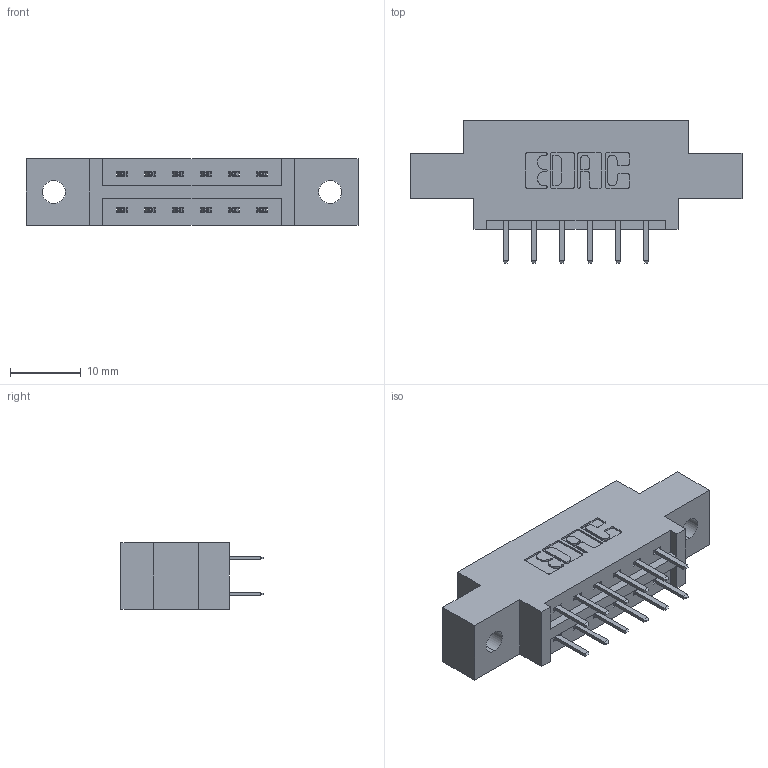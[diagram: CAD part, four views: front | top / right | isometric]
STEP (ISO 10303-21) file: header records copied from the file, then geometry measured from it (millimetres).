
FILE_DESCRIPTION (( 'STEP AP203' ), '1' );
FILE_NAME ('337-012-520-802.STEP', '2019-10-10T15:41:08', ( '' ), ( '' ), 'SwSTEP 2.0', 'SolidWorks 2016', '' );
FILE_SCHEMA (( 'CONFIG_CONTROL_DESIGN' ));
Length unit declared in the file: inch
Products named in the file (3): 337 Part_0.170 Offset - 0.128 Dia; 337-012-520-802; 345-292-001_345-293-120
Assembly tree (13 placements, depth 2):
  337-012-520-802
    337 Part_0.170 Offset - 0.128 Dia
    345-292-001_345-293-120  x12
Bounding box: 46.79 x 20.02 x 9.4 mm (x, y, z)
Volume: 4292.1 mm3; surface area: 4322.6 mm2
Topology: 13 solids, 13 shells, 814 faces, 2351 edges, 1534 vertices
Faces by surface type: plane 554, cylinder 260
Entity records: 9557 total; most frequent: CARTESIAN_POINT 1654, ORIENTED_EDGE 1578, DIRECTION 1461, EDGE_CURVE 789, LINE 657, VECTOR 657, VERTEX_POINT 522, AXIS2_PLACEMENT_3D 402
